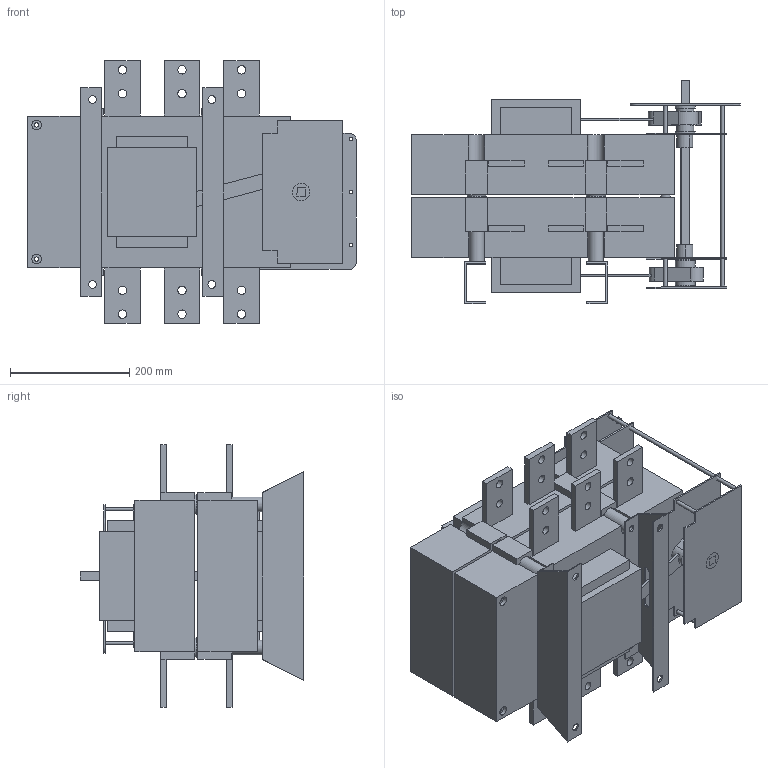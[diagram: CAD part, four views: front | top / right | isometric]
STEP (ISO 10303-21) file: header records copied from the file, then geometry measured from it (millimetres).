
FILE_DESCRIPTION((''),'2;1');
FILE_NAME('Conmut S5000F-1600-1800A 3P (2011-01).stp','2011-01-21T09:14:16',('enm'),(''),'Autodesk Inventor 2010','Autodesk Inventor 2010','');
FILE_SCHEMA(('AUTOMOTIVE_DESIGN { 1 0 10303 214 1 1 1 1 }'));
Length unit declared in the file: millimetre
Products named in the file (1): Conmut S5000F-1600-1800A 3P+N (2011-01)
Bounding box: 551.5 x 375.5 x 441 mm (x, y, z)
Volume: 27297925.8 mm3; surface area: 1585318.5 mm2
Topology: 3 solids, 3 shells, 499 faces, 1320 edges, 876 vertices
Faces by surface type: plane 363, cylinder 107, cone 16, bspline 12, torus 1
Full cylindrical faces by diameter (mm): 5.5 x6, 6.5 x4, 7 x4, 10.5 x4, 11 x8, 13 x4, 14.1 x24, 16 x6, 25 x4, 29 x4, 29.1 x3, 33.1 x1, 34 x4, 80 x1
Entity records: 15111 total; most frequent: CARTESIAN_POINT 2720, DIRECTION 2400, ORIENTED_EDGE 2378, EDGE_CURVE 1189, VECTOR 906, LINE 906, VERTEX_POINT 839, EDGE_LOOP 766
